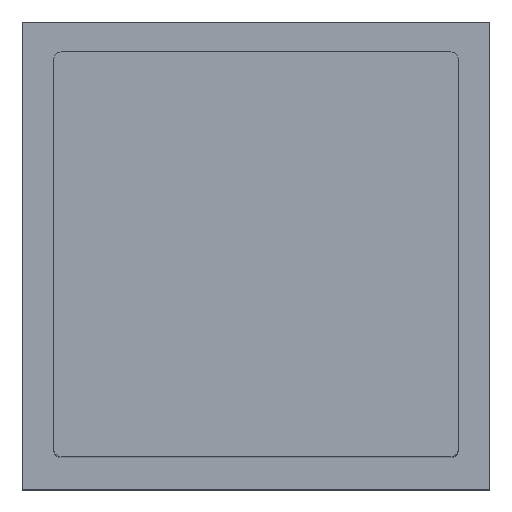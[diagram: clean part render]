
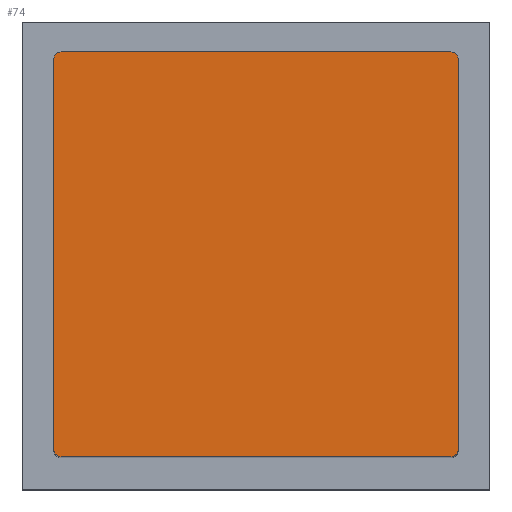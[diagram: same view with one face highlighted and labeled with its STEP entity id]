
A CAD part, top view. The second image highlights one B-rep face of the part: STEP entity #74.
In plain terms, the highlighted planar face has unit normal (0, 0, 1).
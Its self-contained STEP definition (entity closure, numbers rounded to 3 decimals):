
#74 = ADVANCED_FACE( '', ( #168 ), #169, .T. );
#168 = FACE_OUTER_BOUND( '', #281, .T. );
#169 = PLANE( '', #282 );
#281 = EDGE_LOOP( '', ( #431, #432, #433, #434, #435, #436, #437, #438 ) );
#282 = AXIS2_PLACEMENT_3D( '', #439, #440, #441 );
#431 = ORIENTED_EDGE( '', *, *, #709, .T. );
#432 = ORIENTED_EDGE( '', *, *, #710, .T. );
#433 = ORIENTED_EDGE( '', *, *, #711, .T. );
#434 = ORIENTED_EDGE( '', *, *, #712, .T. );
#435 = ORIENTED_EDGE( '', *, *, #680, .T. );
#436 = ORIENTED_EDGE( '', *, *, #684, .T. );
#437 = ORIENTED_EDGE( '', *, *, #713, .T. );
#438 = ORIENTED_EDGE( '', *, *, #714, .T. );
#439 = CARTESIAN_POINT( '', ( -12.5, -12.5, 61. ) );
#440 = DIRECTION( '', ( 0., 0., 1. ) );
#441 = DIRECTION( '', ( 1., 0., 0. ) );
#680 = EDGE_CURVE( '', #803, #808, #810, .T. );
#684 = EDGE_CURVE( '', #808, #814, #816, .T. );
#709 = EDGE_CURVE( '', #859, #860, #861, .T. );
#710 = EDGE_CURVE( '', #860, #862, #863, .T. );
#711 = EDGE_CURVE( '', #862, #864, #865, .T. );
#712 = EDGE_CURVE( '', #864, #803, #866, .T. );
#713 = EDGE_CURVE( '', #814, #867, #868, .T. );
#714 = EDGE_CURVE( '', #867, #859, #869, .T. );
#803 = VERTEX_POINT( '', #985 );
#808 = VERTEX_POINT( '', #992 );
#810 = LINE( '', #995, #996 );
#814 = VERTEX_POINT( '', #1000 );
#816 = CIRCLE( '', #1003, 0.5 );
#859 = VERTEX_POINT( '', #1063 );
#860 = VERTEX_POINT( '', #1064 );
#861 = LINE( '', #1065, #1066 );
#862 = VERTEX_POINT( '', #1067 );
#863 = CIRCLE( '', #1068, 0.5 );
#864 = VERTEX_POINT( '', #1069 );
#865 = LINE( '', #1070, #1071 );
#866 = CIRCLE( '', #1072, 0.5 );
#867 = VERTEX_POINT( '', #1073 );
#868 = LINE( '', #1074, #1075 );
#869 = CIRCLE( '', #1076, 0.5 );
#985 = CARTESIAN_POINT( '', ( 13., -12.5, 61. ) );
#992 = CARTESIAN_POINT( '', ( 13., 12.5, 61. ) );
#995 = CARTESIAN_POINT( '', ( 13., -12.5, 61. ) );
#996 = VECTOR( '', #1211, 1000. );
#1000 = CARTESIAN_POINT( '', ( 12.5, 13., 61. ) );
#1003 = AXIS2_PLACEMENT_3D( '', #1216, #1217, #1218 );
#1063 = CARTESIAN_POINT( '', ( -13., 12.5, 61. ) );
#1064 = CARTESIAN_POINT( '', ( -13., -12.5, 61. ) );
#1065 = CARTESIAN_POINT( '', ( -13., 12.5, 61. ) );
#1066 = VECTOR( '', #1242, 1000. );
#1067 = CARTESIAN_POINT( '', ( -12.5, -13., 61. ) );
#1068 = AXIS2_PLACEMENT_3D( '', #1243, #1244, #1245 );
#1069 = CARTESIAN_POINT( '', ( 12.5, -13., 61. ) );
#1070 = CARTESIAN_POINT( '', ( -12.5, -13., 61. ) );
#1071 = VECTOR( '', #1246, 1000. );
#1072 = AXIS2_PLACEMENT_3D( '', #1247, #1248, #1249 );
#1073 = CARTESIAN_POINT( '', ( -12.5, 13., 61. ) );
#1074 = CARTESIAN_POINT( '', ( 12.5, 13., 61. ) );
#1075 = VECTOR( '', #1250, 1000. );
#1076 = AXIS2_PLACEMENT_3D( '', #1251, #1252, #1253 );
#1211 = DIRECTION( '', ( 0., 1., 0. ) );
#1216 = CARTESIAN_POINT( '', ( 12.5, 12.5, 61. ) );
#1217 = DIRECTION( '', ( 0., 0., 1. ) );
#1218 = DIRECTION( '', ( 1., 0., 0. ) );
#1242 = DIRECTION( '', ( 0., -1., 0. ) );
#1243 = CARTESIAN_POINT( '', ( -12.5, -12.5, 61. ) );
#1244 = DIRECTION( '', ( 0., 0., 1. ) );
#1245 = DIRECTION( '', ( 1., 0., 0. ) );
#1246 = DIRECTION( '', ( 1., 0., 0. ) );
#1247 = CARTESIAN_POINT( '', ( 12.5, -12.5, 61. ) );
#1248 = DIRECTION( '', ( 0., 0., 1. ) );
#1249 = DIRECTION( '', ( 1., 0., 0. ) );
#1250 = DIRECTION( '', ( -1., 0., 0. ) );
#1251 = CARTESIAN_POINT( '', ( -12.5, 12.5, 61. ) );
#1252 = DIRECTION( '', ( 0., 0., 1. ) );
#1253 = DIRECTION( '', ( 1., 0., 0. ) );
